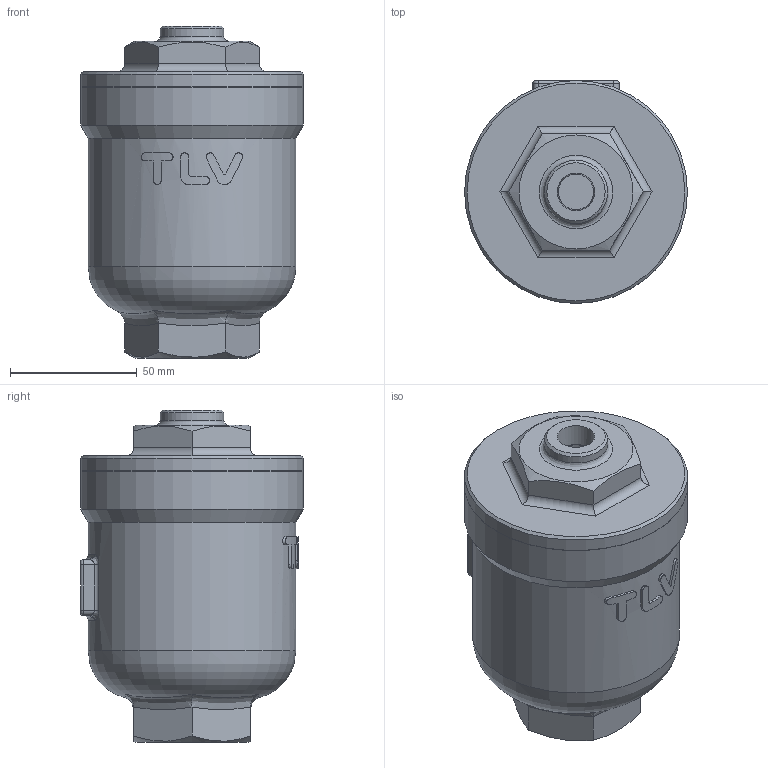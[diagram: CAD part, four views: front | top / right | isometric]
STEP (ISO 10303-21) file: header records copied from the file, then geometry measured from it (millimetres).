
FILE_DESCRIPTION((''),'2;1');
FILE_NAME('vc300-025-screw-00.stp','2010-08-11T12:54:15',('nakaot'),(''),'Autodesk Inventor 2008','Autodesk Inventor 2008','');
FILE_SCHEMA(('AUTOMOTIVE_DESIGN { 1 0 10303 214 1 1 1 1 }'));
Length unit declared in the file: millimetre
Products named in the file (1): vc300-025-screw-00
Bounding box: 88 x 88 x 131.1 mm (x, y, z)
Volume: 555788.5 mm3; surface area: 47653 mm2
Topology: 1 solids, 1 shells, 104 faces, 233 edges, 143 vertices
Faces by surface type: plane 38, cylinder 35, bspline 23, cone 5, torus 3
Full cylindrical faces by diameter (mm): 25 x1, 60 x1, 82 x1, 88 x2
Entity records: 4592 total; most frequent: CARTESIAN_POINT 2477, ORIENTED_EDGE 430, DIRECTION 396, EDGE_CURVE 215, AXIS2_PLACEMENT_3D 159, VERTEX_POINT 141, EDGE_LOOP 132, FACE_OUTER_BOUND 104
